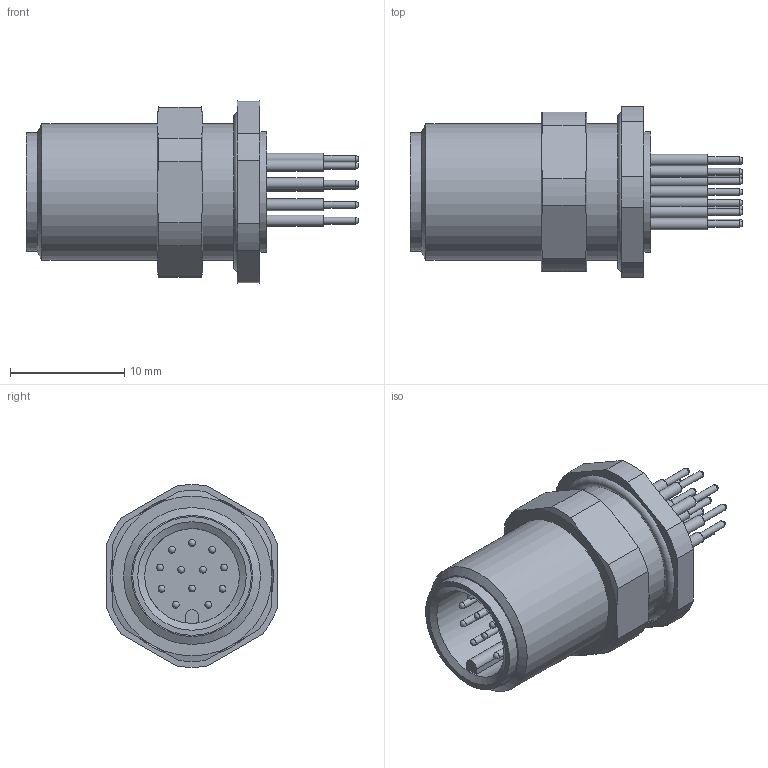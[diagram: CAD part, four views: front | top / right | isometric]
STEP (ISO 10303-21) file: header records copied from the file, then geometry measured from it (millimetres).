
FILE_DESCRIPTION(/* description */ (''),/* implementation_level */ '2;1');
FILE_NAME(/* name */ '09-3491-550-12_bg.stp',/* time_stamp */ '2010-02-03T18:00:16+01:00',/* author */ (''),/* organization */ (''),/* preprocessor_version */ 'ST-DEVELOPER v11',/* originating_system */ 'UGS - NX 5.0',/* authorisation */ '');
FILE_SCHEMA (('CONFIG_CONTROL_DESIGN'));
Length unit declared in the file: millimetre
Products named in the file (1): kborA92A9e3q
Bounding box: 29.1 x 15 x 15.97 mm (x, y, z)
Volume: 2215.3 mm3; surface area: 2645.8 mm2
Topology: 3 solids, 3 shells, 160 faces, 340 edges, 202 vertices
Faces by surface type: cylinder 56, plane 49, cone 40, sphere 12, torus 3
Full cylindrical faces by diameter (mm): 0.6 x24, 1 x12, 8.3 x1, 9.2 x1, 10.4 x1, 10.6 x1, 10.917 x1, 12 x1, 14.3 x1
Entity records: 3720 total; most frequent: DIRECTION 676, CARTESIAN_POINT 640, ORIENTED_EDGE 446, AXIS2_PLACEMENT_3D 316, EDGE_LOOP 276, EDGE_CURVE 223, FACE_BOUND 213, VERTEX_POINT 184
